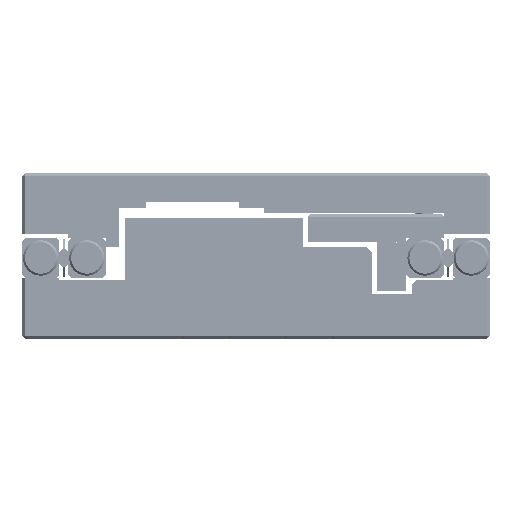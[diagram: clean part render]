
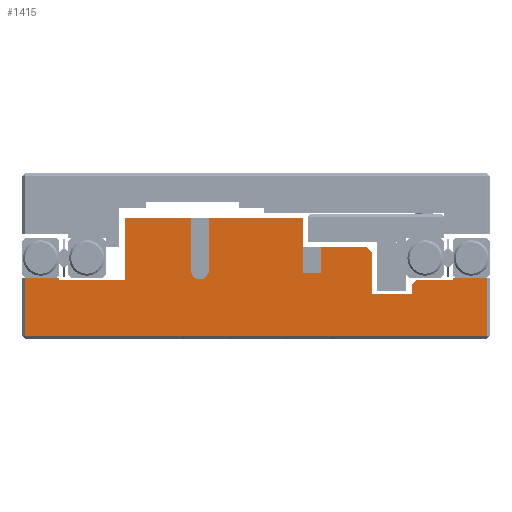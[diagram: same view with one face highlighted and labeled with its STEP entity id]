
A CAD part, left-side view. The second image highlights one B-rep face of the part: STEP entity #1415.
In plain terms, the highlighted planar face has unit normal (-1, 0, 0).
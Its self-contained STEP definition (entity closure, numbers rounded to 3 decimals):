
#945=FACE_OUTER_BOUND('',#3781,.T.);
#1415=ADVANCED_FACE('',(#945),#2263,.F.);
#2263=PLANE('',#15529);
#3781=EDGE_LOOP('',(#8102,#8103,#8104,#8105,#8106,#8107,#8108,#8109,#8110,
#8111,#8112,#8113,#8114,#8115,#8116,#8117,#8118,#8119,#8120,#8121,#8122,
#8123,#8124,#8125));
#5221=LINE('',#21449,#6341);
#5322=LINE('',#21862,#6442);
#5365=LINE('',#22036,#6485);
#5387=LINE('',#22169,#6507);
#5411=LINE('',#22226,#6531);
#5415=LINE('',#22234,#6535);
#5426=LINE('',#22261,#6546);
#5437=LINE('',#22282,#6557);
#5463=LINE('',#22328,#6583);
#5476=LINE('',#22358,#6596);
#5479=LINE('',#22364,#6599);
#5488=LINE('',#22381,#6608);
#5496=LINE('',#22398,#6616);
#5501=LINE('',#22414,#6621);
#5520=LINE('',#22454,#6640);
#5545=LINE('',#22495,#6665);
#5546=LINE('',#22496,#6666);
#5547=LINE('',#22497,#6667);
#5548=LINE('',#22499,#6668);
#5549=LINE('',#22500,#6669);
#5550=LINE('',#22502,#6670);
#5551=LINE('',#22504,#6671);
#5552=LINE('',#22505,#6672);
#5553=LINE('',#22506,#6673);
#6341=VECTOR('',#17100,1.);
#6442=VECTOR('',#17317,1.);
#6485=VECTOR('',#17416,1.);
#6507=VECTOR('',#17484,1.);
#6531=VECTOR('',#17526,1.);
#6535=VECTOR('',#17532,1.);
#6546=VECTOR('',#17549,1.);
#6557=VECTOR('',#17564,1.);
#6583=VECTOR('',#17598,1.);
#6596=VECTOR('',#17621,1.);
#6599=VECTOR('',#17626,1.);
#6608=VECTOR('',#17641,1.);
#6616=VECTOR('',#17653,1.);
#6621=VECTOR('',#17670,1.);
#6640=VECTOR('',#17697,1.);
#6665=VECTOR('',#17726,1.);
#6666=VECTOR('',#17727,1.);
#6667=VECTOR('',#17728,1.);
#6668=VECTOR('',#17729,1.);
#6669=VECTOR('',#17730,1.);
#6670=VECTOR('',#17731,1.);
#6671=VECTOR('',#17732,1.);
#6672=VECTOR('',#17733,1.);
#6673=VECTOR('',#17734,1.);
#8102=ORIENTED_EDGE('',*,*,#13296,.F.);
#8103=ORIENTED_EDGE('',*,*,#13343,.T.);
#8104=ORIENTED_EDGE('',*,*,#13167,.F.);
#8105=ORIENTED_EDGE('',*,*,#13287,.F.);
#8106=ORIENTED_EDGE('',*,*,#13278,.F.);
#8107=ORIENTED_EDGE('',*,*,#13344,.T.);
#8108=ORIENTED_EDGE('',*,*,#13194,.F.);
#8109=ORIENTED_EDGE('',*,*,#13345,.F.);
#8110=ORIENTED_EDGE('',*,*,#13346,.T.);
#8111=ORIENTED_EDGE('',*,*,#13222,.F.);
#8112=ORIENTED_EDGE('',*,*,#13198,.F.);
#8113=ORIENTED_EDGE('',*,*,#13347,.F.);
#8114=ORIENTED_EDGE('',*,*,#13348,.F.);
#8115=ORIENTED_EDGE('',*,*,#13349,.T.);
#8116=ORIENTED_EDGE('',*,*,#13211,.F.);
#8117=ORIENTED_EDGE('',*,*,#13269,.F.);
#8118=ORIENTED_EDGE('',*,*,#13266,.F.);
#8119=ORIENTED_EDGE('',*,*,#13249,.F.);
#8120=ORIENTED_EDGE('',*,*,#13045,.F.);
#8121=ORIENTED_EDGE('',*,*,#13350,.T.);
#8122=ORIENTED_EDGE('',*,*,#12873,.T.);
#8123=ORIENTED_EDGE('',*,*,#13351,.T.);
#8124=ORIENTED_EDGE('',*,*,#13119,.F.);
#8125=ORIENTED_EDGE('',*,*,#13318,.F.);
#11426=VERTEX_POINT('',#21448);
#11427=VERTEX_POINT('',#21450);
#11552=VERTEX_POINT('',#21861);
#11553=VERTEX_POINT('',#21863);
#11623=VERTEX_POINT('',#22035);
#11624=VERTEX_POINT('',#22037);
#11664=VERTEX_POINT('',#22170);
#11665=VERTEX_POINT('',#22171);
#11688=VERTEX_POINT('',#22227);
#11689=VERTEX_POINT('',#22228);
#11690=VERTEX_POINT('',#22233);
#11691=VERTEX_POINT('',#22235);
#11693=VERTEX_POINT('',#22240);
#11703=VERTEX_POINT('',#22260);
#11712=VERTEX_POINT('',#22283);
#11728=VERTEX_POINT('',#22329);
#11740=VERTEX_POINT('',#22359);
#11746=VERTEX_POINT('',#22380);
#11747=VERTEX_POINT('',#22382);
#11758=VERTEX_POINT('',#22413);
#11759=VERTEX_POINT('',#22415);
#11790=VERTEX_POINT('',#22498);
#11791=VERTEX_POINT('',#22501);
#11792=VERTEX_POINT('',#22503);
#12873=EDGE_CURVE('',#11427,#11426,#5221,.T.);
#13045=EDGE_CURVE('',#11552,#11553,#5322,.T.);
#13119=EDGE_CURVE('',#11623,#11624,#5365,.T.);
#13167=EDGE_CURVE('',#11664,#11665,#5387,.T.);
#13194=EDGE_CURVE('',#11688,#11689,#5411,.T.);
#13198=EDGE_CURVE('',#11690,#11691,#5415,.T.);
#13211=EDGE_CURVE('',#11703,#11693,#5426,.T.);
#13222=EDGE_CURVE('',#11691,#11712,#5437,.T.);
#13249=EDGE_CURVE('',#11553,#11728,#5463,.T.);
#13266=EDGE_CURVE('',#11728,#11740,#5476,.T.);
#13269=EDGE_CURVE('',#11740,#11703,#5479,.T.);
#13278=EDGE_CURVE('',#11746,#11747,#5488,.T.);
#13287=EDGE_CURVE('',#11747,#11664,#5496,.T.);
#13296=EDGE_CURVE('',#11758,#11759,#5501,.T.);
#13318=EDGE_CURVE('',#11759,#11623,#5520,.T.);
#13343=EDGE_CURVE('',#11758,#11665,#5545,.T.);
#13344=EDGE_CURVE('',#11746,#11689,#5546,.T.);
#13345=EDGE_CURVE('',#11790,#11688,#5547,.T.);
#13346=EDGE_CURVE('',#11790,#11712,#5548,.T.);
#13347=EDGE_CURVE('',#11791,#11690,#5549,.T.);
#13348=EDGE_CURVE('',#11792,#11791,#5550,.T.);
#13349=EDGE_CURVE('',#11792,#11693,#5551,.T.);
#13350=EDGE_CURVE('',#11552,#11427,#5552,.T.);
#13351=EDGE_CURVE('',#11426,#11624,#5553,.T.);
#15529=AXIS2_PLACEMENT_3D('',#22507,#17735,#17736);
#17100=DIRECTION('',(0.,-1.,0.));
#17317=DIRECTION('',(0.,-1.,0.));
#17416=DIRECTION('',(0.,-1.,0.));
#17484=DIRECTION('',(0.,0.,1.));
#17526=DIRECTION('',(0.,-1.,0.));
#17532=DIRECTION('',(0.,-1.,0.));
#17549=DIRECTION('',(0.,-1.,0.));
#17564=DIRECTION('',(0.,0.,-1.));
#17598=DIRECTION('',(0.,0.,-1.));
#17621=DIRECTION('',(0.,-1.,0.));
#17626=DIRECTION('',(0.,0.,1.));
#17641=DIRECTION('',(0.,0.,-1.));
#17653=DIRECTION('',(0.,-1.,0.));
#17670=DIRECTION('',(0.,-1.,0.));
#17697=DIRECTION('',(0.,0.,1.));
#17726=DIRECTION('',(0.,0.707,-0.707));
#17727=DIRECTION('',(0.,0.707,0.707));
#17728=DIRECTION('',(0.,0.,1.));
#17729=DIRECTION('',(0.,1.,0.));
#17730=DIRECTION('',(0.,0.,1.));
#17731=DIRECTION('',(0.,-1.,0.));
#17732=DIRECTION('',(0.,0.,1.));
#17733=DIRECTION('',(0.,0.,-1.));
#17734=DIRECTION('',(0.,0.,1.));
#17735=DIRECTION('',(1.,0.,0.));
#17736=DIRECTION('',(0.,0.,-1.));
#21448=CARTESIAN_POINT('',(-30.,-23.5,0.3));
#21449=CARTESIAN_POINT('',(-30.,0.,0.3));
#21450=CARTESIAN_POINT('',(-30.,23.5,0.3));
#21861=CARTESIAN_POINT('',(-30.,23.5,6.2));
#21862=CARTESIAN_POINT('',(-30.,23.8,6.2));
#21863=CARTESIAN_POINT('',(-30.,20.,6.2));
#22035=CARTESIAN_POINT('',(-30.,-20.,6.2));
#22036=CARTESIAN_POINT('',(-30.,-20.,6.2));
#22037=CARTESIAN_POINT('',(-30.,-23.5,6.2));
#22169=CARTESIAN_POINT('',(-30.,-15.9,4.5));
#22170=CARTESIAN_POINT('',(-30.,-15.9,4.5));
#22171=CARTESIAN_POINT('',(-30.,-15.9,5.5));
#22226=CARTESIAN_POINT('',(-30.,-4.8,9.3));
#22227=CARTESIAN_POINT('',(-30.,-6.6,9.3));
#22228=CARTESIAN_POINT('',(-30.,-11.3,9.3));
#22233=CARTESIAN_POINT('',(-30.,4.8,12.3));
#22234=CARTESIAN_POINT('',(-30.,13.3,12.3));
#22235=CARTESIAN_POINT('',(-30.,-4.8,12.3));
#22240=CARTESIAN_POINT('',(-30.,6.6,12.3));
#22260=CARTESIAN_POINT('',(-30.,13.3,12.3));
#22261=CARTESIAN_POINT('',(-30.,13.3,12.3));
#22282=CARTESIAN_POINT('',(-30.,-4.8,12.3));
#22283=CARTESIAN_POINT('',(-30.,-4.8,6.65));
#22328=CARTESIAN_POINT('',(-30.,20.,6.2));
#22329=CARTESIAN_POINT('',(-30.,20.,6.));
#22358=CARTESIAN_POINT('',(-30.,20.,6.));
#22359=CARTESIAN_POINT('',(-30.,13.3,6.));
#22364=CARTESIAN_POINT('',(-30.,13.3,6.));
#22380=CARTESIAN_POINT('',(-30.,-11.8,8.8));
#22381=CARTESIAN_POINT('',(-30.,-11.8,9.3));
#22382=CARTESIAN_POINT('',(-30.,-11.8,4.5));
#22398=CARTESIAN_POINT('',(-30.,-11.8,4.5));
#22413=CARTESIAN_POINT('',(-30.,-16.4,6.));
#22414=CARTESIAN_POINT('',(-30.,-15.9,6.));
#22415=CARTESIAN_POINT('',(-30.,-20.,6.));
#22454=CARTESIAN_POINT('',(-30.,-20.,6.));
#22495=CARTESIAN_POINT('',(-30.,-16.4,6.));
#22496=CARTESIAN_POINT('',(-30.,-11.8,8.8));
#22497=CARTESIAN_POINT('',(-30.,-6.6,6.65));
#22498=CARTESIAN_POINT('',(-30.,-6.6,6.65));
#22499=CARTESIAN_POINT('',(-30.,-6.6,6.65));
#22500=CARTESIAN_POINT('',(-30.,4.8,6.65));
#22501=CARTESIAN_POINT('',(-30.,4.8,6.65));
#22502=CARTESIAN_POINT('',(-30.,6.6,6.65));
#22503=CARTESIAN_POINT('',(-30.,6.6,6.65));
#22504=CARTESIAN_POINT('',(-30.,6.6,6.65));
#22505=CARTESIAN_POINT('',(-30.,23.5,0.));
#22506=CARTESIAN_POINT('',(-30.,-23.5,0.));
#22507=CARTESIAN_POINT('',(-30.,0.,0.));
